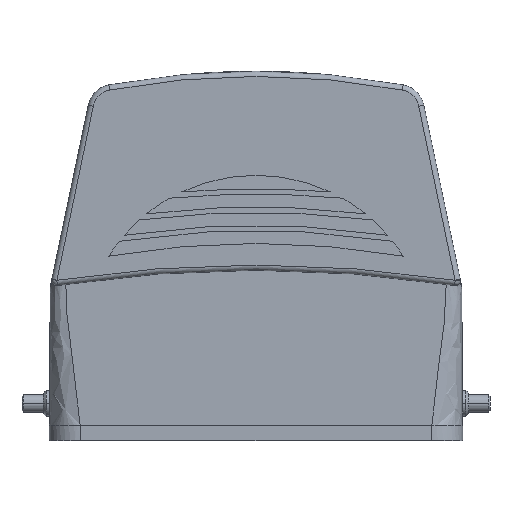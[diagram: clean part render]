
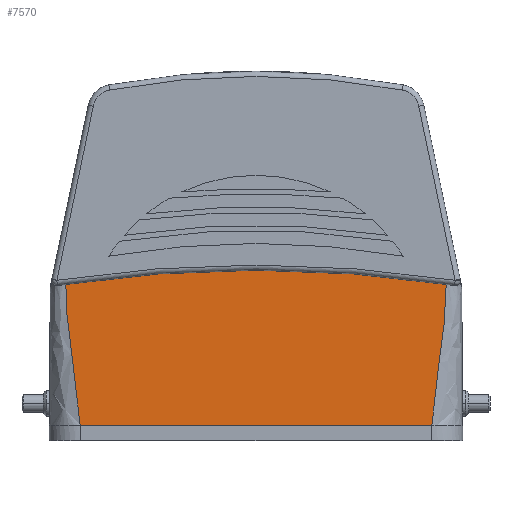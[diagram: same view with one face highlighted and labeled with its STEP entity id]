
A CAD part, top view. The second image highlights one B-rep face of the part: STEP entity #7570.
In plain terms, the highlighted planar face has unit normal (0, 0, 1).
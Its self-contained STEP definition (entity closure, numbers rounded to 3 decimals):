
#442 = CIRCLE ( 'NONE', #15498, 250. ) ;
#637 = CARTESIAN_POINT ( 'NONE',  ( -36.573, 29.881, 14.89 ) ) ;
#717 = CARTESIAN_POINT ( 'NONE',  ( -36.575, 29.56, 14.89 ) ) ;
#970 = PLANE ( 'NONE',  #7836 ) ;
#1040 = CARTESIAN_POINT ( 'NONE',  ( 36.572, 30.041, 14.89 ) ) ;
#2365 = CARTESIAN_POINT ( 'NONE',  ( -34.255, 11.817, 14.89 ) ) ;
#3534 = VECTOR ( 'NONE', #13564, 1000. ) ;
#3579 = EDGE_CURVE ( 'NONE', #19959, #20738, #19554, .T. ) ;
#3728 = EDGE_LOOP ( 'NONE', ( #10521, #14022, #5642, #19699 ) ) ;
#3931 = CARTESIAN_POINT ( 'NONE',  ( -36.572, 30.041, 14.89 ) ) ;
#4320 = DIRECTION ( 'NONE',  ( 0., 0., -1. ) ) ;
#5642 = ORIENTED_EDGE ( 'NONE', *, *, #12138, .T. ) ;
#6256 = CARTESIAN_POINT ( 'NONE',  ( 36.572, 30.041, 14.89 ) ) ;
#6519 = DIRECTION ( 'NONE',  ( 0., 0., 1. ) ) ;
#6729 = EDGE_CURVE ( 'NONE', #10753, #20738, #7905, .T. ) ;
#7440 = CARTESIAN_POINT ( 'NONE',  ( 34.255, 11.817, 14.89 ) ) ;
#7570 = ADVANCED_FACE ( 'NONE', ( #14059 ), #970, .F. ) ;
#7836 = AXIS2_PLACEMENT_3D ( 'NONE', #14177, #4320, #15830 ) ;
#7905 = LINE ( 'NONE', #20074, #3534 ) ;
#9247 = CARTESIAN_POINT ( 'NONE',  ( 36.575, 29.56, 14.89 ) ) ;
#9397 = VERTEX_POINT ( 'NONE', #6256 ) ;
#10521 = ORIENTED_EDGE ( 'NONE', *, *, #6729, .F. ) ;
#10575 = CARTESIAN_POINT ( 'NONE',  ( -36.574, 29.721, 14.89 ) ) ;
#10753 = VERTEX_POINT ( 'NONE', #15145 ) ;
#10892 = CARTESIAN_POINT ( 'NONE',  ( 36.573, 29.881, 14.89 ) ) ;
#12138 = EDGE_CURVE ( 'NONE', #9397, #19959, #442, .T. ) ;
#12222 = CARTESIAN_POINT ( 'NONE',  ( -36.627, 20.696, 14.89 ) ) ;
#13564 = DIRECTION ( 'NONE',  ( -1., 0., 0. ) ) ;
#13858 = CARTESIAN_POINT ( 'NONE',  ( -33.818, 2.95, 14.89 ) ) ;
#14022 = ORIENTED_EDGE ( 'NONE', *, *, #20616, .T. ) ;
#14059 = FACE_OUTER_BOUND ( 'NONE', #3728, .T. ) ;
#14177 = CARTESIAN_POINT ( 'NONE',  ( 0., -217.27, 14.89 ) ) ;
#14776 = CARTESIAN_POINT ( 'NONE',  ( -36.572, 30.041, 14.89 ) ) ;
#15145 = CARTESIAN_POINT ( 'NONE',  ( 33.818, 2.95, 14.89 ) ) ;
#15498 = AXIS2_PLACEMENT_3D ( 'NONE', #16347, #6519, #17987 ) ;
#15613 = B_SPLINE_CURVE_WITH_KNOTS ( 'NONE', 3,
 ( #18977, #7440, #19046, #9247, #20684, #10892, #1040 ),
 .UNSPECIFIED., .F., .F.,
 ( 4, 3, 4 ),
 ( 0.22, 0.247, 0.247 ),
 .UNSPECIFIED. ) ;
#15830 = DIRECTION ( 'NONE',  ( -1., 0., 0. ) ) ;
#16347 = CARTESIAN_POINT ( 'NONE',  ( 0., -217.27, 14.89 ) ) ;
#17987 = DIRECTION ( 'NONE',  ( -1., 0., 0. ) ) ;
#18977 = CARTESIAN_POINT ( 'NONE',  ( 33.818, 2.95, 14.89 ) ) ;
#19046 = CARTESIAN_POINT ( 'NONE',  ( 36.627, 20.696, 14.89 ) ) ;
#19554 = B_SPLINE_CURVE_WITH_KNOTS ( 'NONE', 3,
 ( #3931, #637, #10575, #717, #12222, #2365, #13858 ),
 .UNSPECIFIED., .F., .F.,
 ( 4, 3, 4 ),
 ( -0.247, -0.247, -0.22 ),
 .UNSPECIFIED. ) ;
#19699 = ORIENTED_EDGE ( 'NONE', *, *, #3579, .T. ) ;
#19959 = VERTEX_POINT ( 'NONE', #14776 ) ;
#20074 = CARTESIAN_POINT ( 'NONE',  ( 0., 2.95, 14.89 ) ) ;
#20616 = EDGE_CURVE ( 'NONE', #10753, #9397, #15613, .T. ) ;
#20684 = CARTESIAN_POINT ( 'NONE',  ( 36.574, 29.721, 14.89 ) ) ;
#20738 = VERTEX_POINT ( 'NONE', #20816 ) ;
#20816 = CARTESIAN_POINT ( 'NONE',  ( -33.818, 2.95, 14.89 ) ) ;
